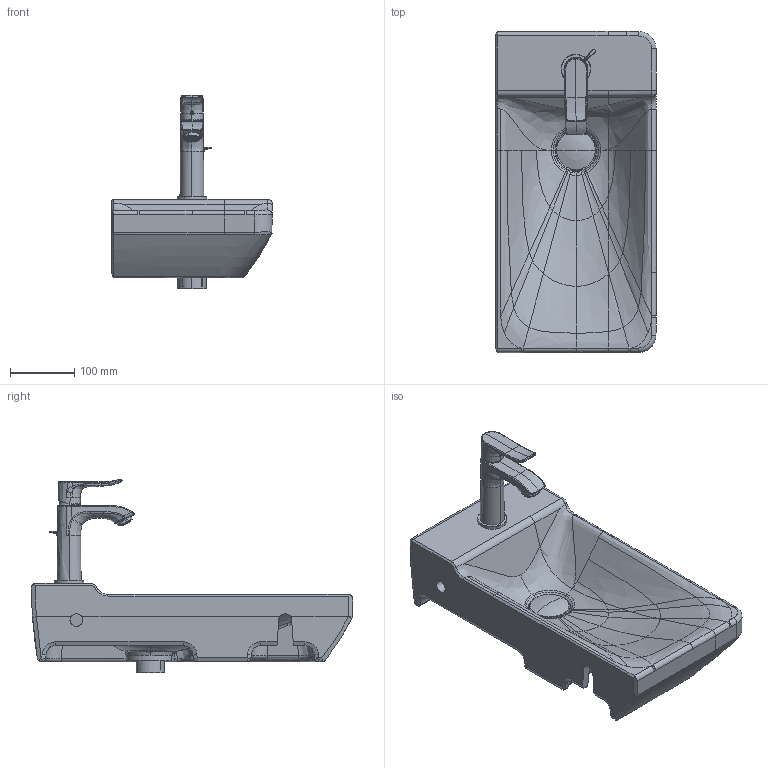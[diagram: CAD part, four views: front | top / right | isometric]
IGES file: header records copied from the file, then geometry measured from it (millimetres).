
Global section: file name: No Iges File Name specified; native system: Autodesk Inventor 2011; preprocessor: AutoDesk Inventor Iges Exporter R2011; author: Administrator; date: 20150714.150149; units: millimetre
Bounding box: 250.15 x 499.84 x 301.71 mm (x, y, z)
Volume: 6392031.9 mm3; surface area: 537846 mm2
Topology: 11 solids, 11 shells, 1528 faces, 4282 edges, 2761 vertices
Faces by surface type: plane 528, bspline 475, cylinder 294, revolution 123, cone 57, torus 47, sphere 4
